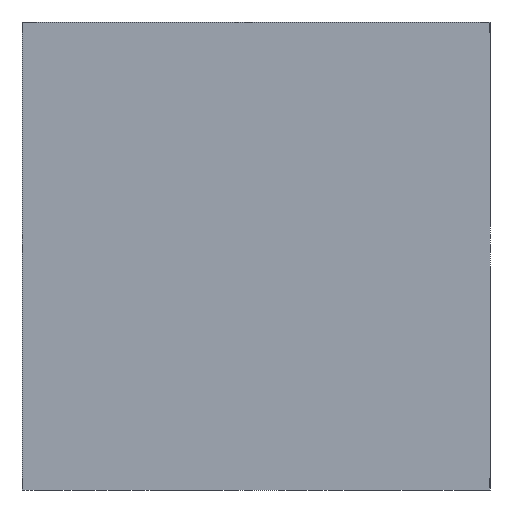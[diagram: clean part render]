
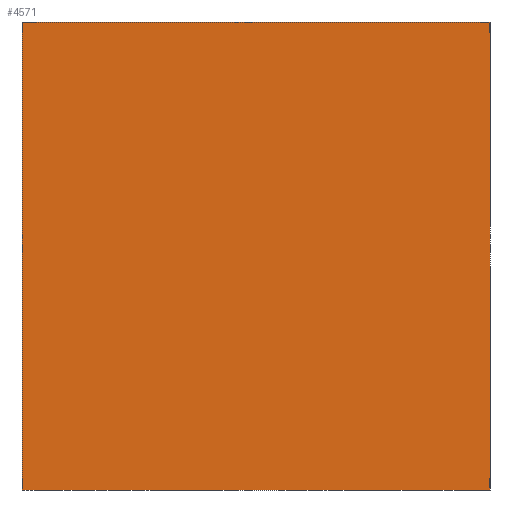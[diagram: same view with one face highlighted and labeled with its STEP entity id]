
A CAD part, front view. The second image highlights one B-rep face of the part: STEP entity #4571.
In plain terms, the highlighted planar face has unit normal (0, -1, 0).
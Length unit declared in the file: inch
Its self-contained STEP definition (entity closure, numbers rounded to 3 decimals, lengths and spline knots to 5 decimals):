
#90 = DIRECTION ( 'NONE',  ( 0., 0., 1. ) ) ;
#156 = CARTESIAN_POINT ( 'NONE',  ( -0.7874, 0., 0.7874 ) ) ;
#2223 = FACE_OUTER_BOUND ( 'NONE', #9889, .T. ) ;
#2674 = DIRECTION ( 'NONE',  ( -1., 0., 0. ) ) ;
#2775 = CARTESIAN_POINT ( 'NONE',  ( 0.7874, 0., -0.7874 ) ) ;
#2837 = EDGE_CURVE ( 'NONE', #15148, #21678, #13683, .T. ) ;
#3032 = CARTESIAN_POINT ( 'NONE',  ( -0.7874, 0., -0.7874 ) ) ;
#4124 = CARTESIAN_POINT ( 'NONE',  ( 0., 0., 0. ) ) ;
#4571 = ADVANCED_FACE ( 'NONE', ( #2223 ), #9095, .F. ) ;
#4636 = LINE ( 'NONE', #7963, #6314 ) ;
#5393 = ORIENTED_EDGE ( 'NONE', *, *, #2837, .F. ) ;
#6017 = DIRECTION ( 'NONE',  ( 0., 1., 0. ) ) ;
#6314 = VECTOR ( 'NONE', #11763, 39.37008 ) ;
#7673 = ORIENTED_EDGE ( 'NONE', *, *, #9197, .F. ) ;
#7900 = ORIENTED_EDGE ( 'NONE', *, *, #10158, .F. ) ;
#7963 = CARTESIAN_POINT ( 'NONE',  ( -0.7874, 0., -0.7874 ) ) ;
#8431 = CARTESIAN_POINT ( 'NONE',  ( 0.7874, 0., -0.7874 ) ) ;
#8654 = VERTEX_POINT ( 'NONE', #20241 ) ;
#8958 = CARTESIAN_POINT ( 'NONE',  ( -0.7874, 0., -0.7874 ) ) ;
#8999 = VERTEX_POINT ( 'NONE', #18793 ) ;
#9095 = PLANE ( 'NONE',  #15366 ) ;
#9197 = EDGE_CURVE ( 'NONE', #8654, #15148, #21357, .T. ) ;
#9889 = EDGE_LOOP ( 'NONE', ( #7673, #7900, #17264, #5393 ) ) ;
#10158 = EDGE_CURVE ( 'NONE', #8999, #8654, #18276, .T. ) ;
#11763 = DIRECTION ( 'NONE',  ( 0., 0., 1. ) ) ;
#13683 = LINE ( 'NONE', #3032, #19846 ) ;
#15148 = VERTEX_POINT ( 'NONE', #2775 ) ;
#15366 = AXIS2_PLACEMENT_3D ( 'NONE', #4124, #6017, #90 ) ;
#16273 = DIRECTION ( 'NONE',  ( 1., 0., 0. ) ) ;
#16673 = EDGE_CURVE ( 'NONE', #21678, #8999, #4636, .T. ) ;
#17264 = ORIENTED_EDGE ( 'NONE', *, *, #16673, .F. ) ;
#18276 = LINE ( 'NONE', #156, #18644 ) ;
#18644 = VECTOR ( 'NONE', #16273, 39.37008 ) ;
#18793 = CARTESIAN_POINT ( 'NONE',  ( -0.7874, 0., 0.7874 ) ) ;
#19108 = DIRECTION ( 'NONE',  ( 0., 0., -1. ) ) ;
#19846 = VECTOR ( 'NONE', #2674, 39.37008 ) ;
#20010 = VECTOR ( 'NONE', #19108, 39.37008 ) ;
#20241 = CARTESIAN_POINT ( 'NONE',  ( 0.7874, 0., 0.7874 ) ) ;
#21357 = LINE ( 'NONE', #8431, #20010 ) ;
#21678 = VERTEX_POINT ( 'NONE', #8958 ) ;
